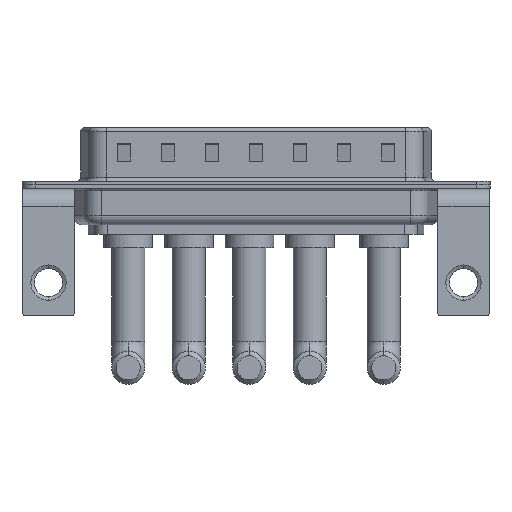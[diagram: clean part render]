
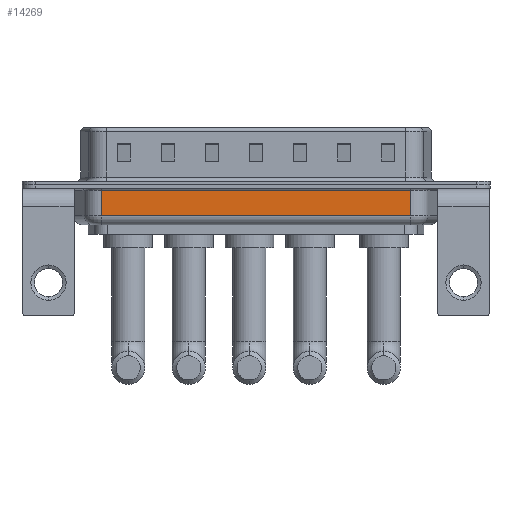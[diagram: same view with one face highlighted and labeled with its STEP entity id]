
A CAD part, front view. The second image highlights one B-rep face of the part: STEP entity #14269.
In plain terms, the highlighted planar face has unit normal (0, -1, 0).
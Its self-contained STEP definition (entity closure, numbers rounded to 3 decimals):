
#618 = CARTESIAN_POINT ( 'NONE',  ( 6.006, -5.35, -4.5 ) ) ;
#2262 = DIRECTION ( 'NONE',  ( 0., 1., 0. ) ) ;
#3064 = CARTESIAN_POINT ( 'NONE',  ( 41.044, -5.35, -3.5 ) ) ;
#3545 = VECTOR ( 'NONE', #8168, 1000. ) ;
#3553 = VERTEX_POINT ( 'NONE', #6172 ) ;
#3974 = VECTOR ( 'NONE', #9937, 1000. ) ;
#4943 = EDGE_LOOP ( 'NONE', ( #13287, #13567, #11183, #14949 ) ) ;
#5097 = DIRECTION ( 'NONE',  ( 1., 0., 0. ) ) ;
#5658 = LINE ( 'NONE', #10396, #13256 ) ;
#6172 = CARTESIAN_POINT ( 'NONE',  ( 41.044, -5.35, -0.65 ) ) ;
#6260 = LINE ( 'NONE', #8595, #11492 ) ;
#6859 = FACE_OUTER_BOUND ( 'NONE', #4943, .T. ) ;
#8166 = PLANE ( 'NONE',  #10036 ) ;
#8168 = DIRECTION ( 'NONE',  ( -1., 0., 0. ) ) ;
#8595 = CARTESIAN_POINT ( 'NONE',  ( 6.006, -5.35, -3.5 ) ) ;
#9267 = DIRECTION ( 'NONE',  ( 0., 0., 1. ) ) ;
#9357 = EDGE_CURVE ( 'NONE', #3553, #12903, #11675, .T. ) ;
#9874 = CARTESIAN_POINT ( 'NONE',  ( 6.006, -5.35, -0.65 ) ) ;
#9937 = DIRECTION ( 'NONE',  ( 0., 0., 1. ) ) ;
#10036 = AXIS2_PLACEMENT_3D ( 'NONE', #12051, #2262, #9267 ) ;
#10396 = CARTESIAN_POINT ( 'NONE',  ( 41.044, -5.35, -4.5 ) ) ;
#11183 = ORIENTED_EDGE ( 'NONE', *, *, #14554, .T. ) ;
#11492 = VECTOR ( 'NONE', #5097, 1000. ) ;
#11523 = CARTESIAN_POINT ( 'NONE',  ( 6.006, -5.35, -0.65 ) ) ;
#11675 = LINE ( 'NONE', #11523, #3545 ) ;
#11863 = EDGE_CURVE ( 'NONE', #15178, #12903, #12492, .T. ) ;
#12013 = CARTESIAN_POINT ( 'NONE',  ( 6.006, -5.35, -3.5 ) ) ;
#12051 = CARTESIAN_POINT ( 'NONE',  ( 6.006, -5.35, -4.5 ) ) ;
#12492 = LINE ( 'NONE', #618, #3974 ) ;
#12903 = VERTEX_POINT ( 'NONE', #9874 ) ;
#13256 = VECTOR ( 'NONE', #15130, 1000. ) ;
#13287 = ORIENTED_EDGE ( 'NONE', *, *, #11863, .F. ) ;
#13567 = ORIENTED_EDGE ( 'NONE', *, *, #13854, .T. ) ;
#13568 = VERTEX_POINT ( 'NONE', #3064 ) ;
#13854 = EDGE_CURVE ( 'NONE', #15178, #13568, #6260, .T. ) ;
#14269 = ADVANCED_FACE ( 'NONE', ( #6859 ), #8166, .F. ) ;
#14554 = EDGE_CURVE ( 'NONE', #13568, #3553, #5658, .T. ) ;
#14949 = ORIENTED_EDGE ( 'NONE', *, *, #9357, .T. ) ;
#15130 = DIRECTION ( 'NONE',  ( 0., 0., 1. ) ) ;
#15178 = VERTEX_POINT ( 'NONE', #12013 ) ;
